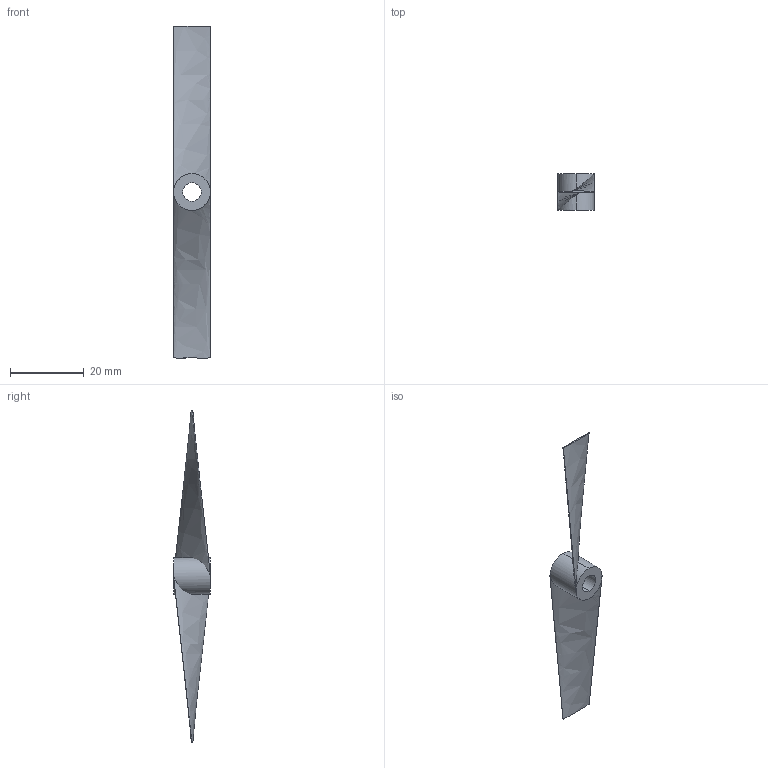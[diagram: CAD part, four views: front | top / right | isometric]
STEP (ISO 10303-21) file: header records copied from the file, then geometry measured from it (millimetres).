
FILE_DESCRIPTION (( 'STEP AP203' ), '1' );
FILE_NAME ('propeller_Default_sldprt.STEP', '2018-02-15T19:57:10', ( '' ), ( '' ), 'SwSTEP 2.0', 'SolidWorks 2016', '' );
FILE_SCHEMA (( 'CONFIG_CONTROL_DESIGN' ));
Length unit declared in the file: centimetre
Products named in the file (1): propeller_Default_sldprt
Bounding box: 10.03 x 10.03 x 90 mm (x, y, z)
Volume: 1307.2 mm3; surface area: 2445 mm2
Topology: 1 solids, 1 shells, 28 faces, 58 edges, 32 vertices
Faces by surface type: plane 12, bspline 8, cylinder 8
Entity records: 1133 total; most frequent: CARTESIAN_POINT 567, ORIENTED_EDGE 116, DIRECTION 80, EDGE_CURVE 58, AXIS2_PLACEMENT_3D 33, VERTEX_POINT 32, EDGE_LOOP 30, FACE_OUTER_BOUND 28
